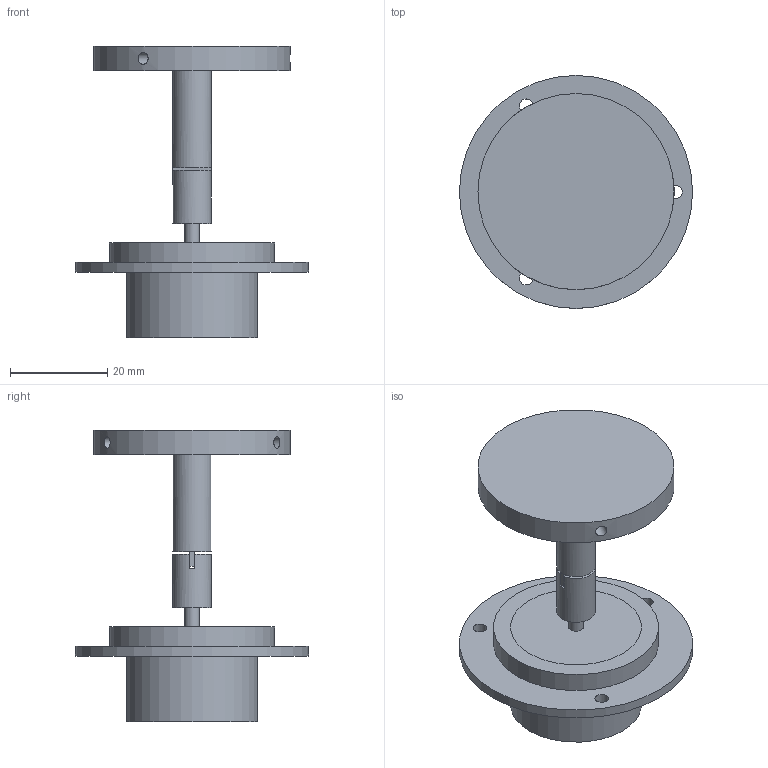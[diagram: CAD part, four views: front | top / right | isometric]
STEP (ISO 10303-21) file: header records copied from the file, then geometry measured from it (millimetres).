
FILE_DESCRIPTION(('FreeCAD Model'),'2;1');
FILE_NAME('servo-pot-assembly.step','2020-05-02T17:28:45',('Author'),(''), 'Open CASCADE STEP processor 7.3','FreeCAD','Unknown');
FILE_SCHEMA(('AUTOMOTIVE_DESIGN { 1 0 10303 214 1 1 1 1 }'));
Length unit declared in the file: millimetre
Products named in the file (4): turret-pos-pick; servo-pot; pot-axis-ext; pot-mount002
Bounding box: 48 x 48 x 60 mm (x, y, z)
Volume: 22843.1 mm3; surface area: 11143.7 mm2
Topology: 4 solids, 4 shells, 48 faces, 94 edges, 58 vertices
Faces by surface type: plane 31, cylinder 16, torus 1
Full cylindrical faces by diameter (mm): 2.4 x3, 2.8 x3, 3 x2, 8 x2, 27 x3, 34 x1, 40.4 x1, 48 x1
Entity records: 3585 total; most frequent: CARTESIAN_POINT 1261, DIRECTION 403, ORIENTED_EDGE 188, PCURVE 188, DEFINITIONAL_REPRESENTATION 188, LINE 179, VECTOR 179, EDGE_CURVE 94
